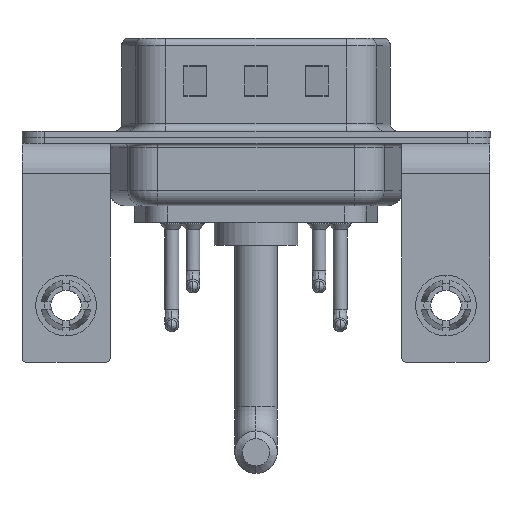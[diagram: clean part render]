
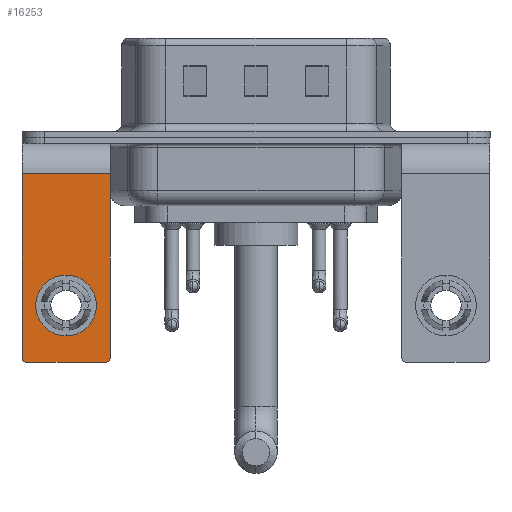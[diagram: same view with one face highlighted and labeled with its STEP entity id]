
A CAD part, front view. The second image highlights one B-rep face of the part: STEP entity #16253.
In plain terms, the highlighted planar face has unit normal (0, -1, 0).
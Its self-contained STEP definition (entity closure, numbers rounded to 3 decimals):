
#708 = CARTESIAN_POINT ( 'NONE',  ( 2.9, -6.25, -2.4 ) ) ;
#872 = CARTESIAN_POINT ( 'NONE',  ( 2.9, -6.25, -2.4 ) ) ;
#1312 = EDGE_LOOP ( 'NONE', ( #17508, #6141 ) ) ;
#1551 = CIRCLE ( 'NONE', #18539, 0.25 ) ;
#1676 = CIRCLE ( 'NONE', #3804, 0.25 ) ;
#1773 = VECTOR ( 'NONE', #3290, 1000. ) ;
#1817 = VERTEX_POINT ( 'NONE', #11982 ) ;
#2291 = CARTESIAN_POINT ( 'NONE',  ( -2.65, -6.25, -14.55 ) ) ;
#2515 = AXIS2_PLACEMENT_3D ( 'NONE', #6300, #6410, #21328 ) ;
#2610 = CARTESIAN_POINT ( 'NONE',  ( 2.9, -6.25, -2.4 ) ) ;
#2873 = EDGE_CURVE ( 'NONE', #1817, #15242, #1551, .T. ) ;
#2935 = VERTEX_POINT ( 'NONE', #16524 ) ;
#3254 = VECTOR ( 'NONE', #15879, 1000. ) ;
#3290 = DIRECTION ( 'NONE',  ( 0., 0., -1. ) ) ;
#3804 = AXIS2_PLACEMENT_3D ( 'NONE', #2291, #9179, #17332 ) ;
#5030 = ORIENTED_EDGE ( 'NONE', *, *, #7007, .T. ) ;
#5934 = EDGE_CURVE ( 'NONE', #2935, #9557, #1676, .T. ) ;
#6141 = ORIENTED_EDGE ( 'NONE', *, *, #20394, .T. ) ;
#6152 = ORIENTED_EDGE ( 'NONE', *, *, #5934, .T. ) ;
#6300 = CARTESIAN_POINT ( 'NONE',  ( 0., -6.25, -11.07 ) ) ;
#6410 = DIRECTION ( 'NONE',  ( 0., 1., 0. ) ) ;
#7007 = EDGE_CURVE ( 'NONE', #8674, #14737, #16473, .T. ) ;
#7399 = DIRECTION ( 'NONE',  ( 0., 0., 1. ) ) ;
#7425 = CARTESIAN_POINT ( 'NONE',  ( -2.65, -6.25, -14.8 ) ) ;
#7654 = DIRECTION ( 'NONE',  ( -1., 0., 0. ) ) ;
#8187 = EDGE_CURVE ( 'NONE', #8674, #15242, #19083, .T. ) ;
#8299 = CARTESIAN_POINT ( 'NONE',  ( -2.9, -6.25, -2.4 ) ) ;
#8674 = VERTEX_POINT ( 'NONE', #12528 ) ;
#9179 = DIRECTION ( 'NONE',  ( 0., -1., 0. ) ) ;
#9258 = VECTOR ( 'NONE', #21550, 1000. ) ;
#9557 = VERTEX_POINT ( 'NONE', #7425 ) ;
#9804 = ORIENTED_EDGE ( 'NONE', *, *, #17473, .F. ) ;
#9989 = CARTESIAN_POINT ( 'NONE',  ( 0., -6.25, -11.07 ) ) ;
#10031 = VERTEX_POINT ( 'NONE', #11511 ) ;
#10728 = PLANE ( 'NONE',  #11670 ) ;
#10833 = FACE_BOUND ( 'NONE', #1312, .T. ) ;
#10942 = DIRECTION ( 'NONE',  ( 0., 1., 0. ) ) ;
#11067 = CARTESIAN_POINT ( 'NONE',  ( 0., -6.25, -13.07 ) ) ;
#11511 = CARTESIAN_POINT ( 'NONE',  ( 0., -6.25, -9.07 ) ) ;
#11670 = AXIS2_PLACEMENT_3D ( 'NONE', #2610, #10942, #7399 ) ;
#11982 = CARTESIAN_POINT ( 'NONE',  ( 2.65, -6.25, -14.8 ) ) ;
#12347 = CARTESIAN_POINT ( 'NONE',  ( 2.9, -6.25, -14.55 ) ) ;
#12528 = CARTESIAN_POINT ( 'NONE',  ( 2.9, -6.25, -2.4 ) ) ;
#12929 = LINE ( 'NONE', #16119, #9258 ) ;
#13122 = CARTESIAN_POINT ( 'NONE',  ( 2.65, -6.25, -14.55 ) ) ;
#13899 = AXIS2_PLACEMENT_3D ( 'NONE', #9989, #16690, #16581 ) ;
#14026 = FACE_OUTER_BOUND ( 'NONE', #21772, .T. ) ;
#14737 = VERTEX_POINT ( 'NONE', #8299 ) ;
#15207 = ORIENTED_EDGE ( 'NONE', *, *, #2873, .T. ) ;
#15242 = VERTEX_POINT ( 'NONE', #12347 ) ;
#15879 = DIRECTION ( 'NONE',  ( 0., 0., -1. ) ) ;
#16119 = CARTESIAN_POINT ( 'NONE',  ( 2.9, -6.25, -14.8 ) ) ;
#16253 = ADVANCED_FACE ( 'NONE', ( #10833, #14026 ), #10728, .F. ) ;
#16344 = CIRCLE ( 'NONE', #13899, 2. ) ;
#16473 = LINE ( 'NONE', #872, #18714 ) ;
#16524 = CARTESIAN_POINT ( 'NONE',  ( -2.9, -6.25, -14.55 ) ) ;
#16581 = DIRECTION ( 'NONE',  ( 0., 0., 1. ) ) ;
#16584 = EDGE_CURVE ( 'NONE', #14737, #2935, #20416, .T. ) ;
#16690 = DIRECTION ( 'NONE',  ( 0., 1., 0. ) ) ;
#16880 = ORIENTED_EDGE ( 'NONE', *, *, #16584, .T. ) ;
#17332 = DIRECTION ( 'NONE',  ( 0., 0., 1. ) ) ;
#17473 = EDGE_CURVE ( 'NONE', #1817, #9557, #12929, .T. ) ;
#17499 = EDGE_CURVE ( 'NONE', #21609, #10031, #18398, .T. ) ;
#17508 = ORIENTED_EDGE ( 'NONE', *, *, #17499, .T. ) ;
#17529 = ORIENTED_EDGE ( 'NONE', *, *, #8187, .F. ) ;
#18398 = CIRCLE ( 'NONE', #2515, 2. ) ;
#18424 = CARTESIAN_POINT ( 'NONE',  ( -2.9, -6.25, -2.4 ) ) ;
#18539 = AXIS2_PLACEMENT_3D ( 'NONE', #13122, #19850, #20290 ) ;
#18714 = VECTOR ( 'NONE', #7654, 1000. ) ;
#19083 = LINE ( 'NONE', #708, #3254 ) ;
#19850 = DIRECTION ( 'NONE',  ( 0., -1., 0. ) ) ;
#20290 = DIRECTION ( 'NONE',  ( 0., 0., 1. ) ) ;
#20394 = EDGE_CURVE ( 'NONE', #10031, #21609, #16344, .T. ) ;
#20416 = LINE ( 'NONE', #18424, #1773 ) ;
#21328 = DIRECTION ( 'NONE',  ( 0., 0., 1. ) ) ;
#21550 = DIRECTION ( 'NONE',  ( -1., 0., 0. ) ) ;
#21609 = VERTEX_POINT ( 'NONE', #11067 ) ;
#21772 = EDGE_LOOP ( 'NONE', ( #16880, #6152, #9804, #15207, #17529, #5030 ) ) ;
